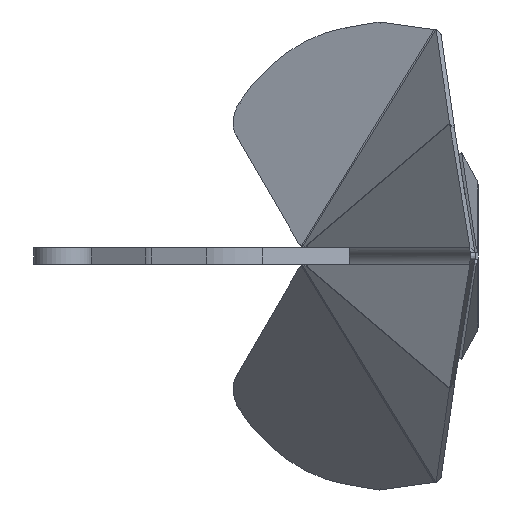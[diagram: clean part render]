
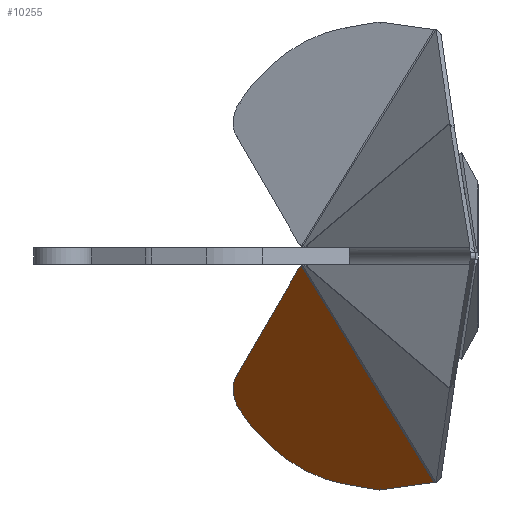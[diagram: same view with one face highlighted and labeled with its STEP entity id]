
A CAD part, left-side view. The second image highlights one B-rep face of the part: STEP entity #10255.
In plain terms, the highlighted face is planar.
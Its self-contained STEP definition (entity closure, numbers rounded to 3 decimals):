
#9213=DIRECTION('',(-0.831,-0.34,0.441));
#9214=VECTOR('',#9213,62.404);
#9215=CARTESIAN_POINT('',(520.727,-203.068,
-99.124));
#9216=LINE('',#9215,#9214);
#9217=DIRECTION('',(-0.749,-0.582,0.315));
#9218=VECTOR('',#9217,35.355);
#9219=CARTESIAN_POINT('',(547.224,-182.476,
-110.251));
#9220=LINE('',#9219,#9218);
#9221=CARTESIAN_POINT('',(500.599,-91.301,
-52.547));
#9222=DIRECTION('',(-0.53,0.243,-0.812));
#9223=DIRECTION('',(0.847,0.115,-0.519));
#9224=AXIS2_PLACEMENT_3D('',#9221,#9222,#9223);
#9226=CARTESIAN_POINT('',(573.082,-81.504,
-96.909));
#9227=DIRECTION('',(-0.53,0.243,-0.812));
#9228=DIRECTION('',(0.401,0.916,0.012));
#9229=AXIS2_PLACEMENT_3D('',#9226,#9227,#9228);
#9231=DIRECTION('',(0.747,-0.32,-0.583));
#9232=VECTOR('',#9231,149.044);
#9233=CARTESIAN_POINT('',(474.595,-4.563,
-9.626));
#9234=LINE('',#9233,#9232);
#9235=DIRECTION('',(0.848,0.138,-0.512));
#9236=VECTOR('',#9235,3.366);
#9237=CARTESIAN_POINT('',(471.741,-5.027,
-7.902));
#9238=LINE('',#9237,#9236);
#9239=DIRECTION('',(-0.013,-0.96,-0.279));
#9240=VECTOR('',#9239,228.336);
#9241=CARTESIAN_POINT('',(471.741,-5.027,
-7.902));
#9242=LINE('',#9241,#9240);
#9479=CARTESIAN_POINT('',(474.595,-4.563,
-9.626));
#9480=CARTESIAN_POINT('',(585.925,-52.196,
-96.52));
#9481=VERTEX_POINT('',#9479);
#9482=VERTEX_POINT('',#9480);
#9483=CARTESIAN_POINT('',(600.196,-77.839,
-113.504));
#9484=VERTEX_POINT('',#9483);
#9485=CARTESIAN_POINT('',(547.224,-182.476,
-110.251));
#9486=VERTEX_POINT('',#9485);
#9487=CARTESIAN_POINT('',(520.727,-203.068,
-99.124));
#9488=VERTEX_POINT('',#9487);
#9505=CARTESIAN_POINT('',(471.741,-5.027,
-7.902));
#9506=CARTESIAN_POINT('',(468.871,-224.269,
-71.632));
#9507=VERTEX_POINT('',#9505);
#9508=VERTEX_POINT('',#9506);
#10235=CARTESIAN_POINT('',(70.756,-63.458,
236.25));
#10236=DIRECTION('',(-0.53,0.243,-0.812));
#10237=DIRECTION('',(0.848,0.138,-0.512));
#10238=AXIS2_PLACEMENT_3D('',#10235,#10236,#10237);
#10239=PLANE('',#10238);
#10241=ORIENTED_EDGE('',*,*,#10240,.T.);
#10243=ORIENTED_EDGE('',*,*,#10242,.F.);
#10245=ORIENTED_EDGE('',*,*,#10244,.F.);
#10247=ORIENTED_EDGE('',*,*,#10246,.F.);
#10249=ORIENTED_EDGE('',*,*,#10248,.F.);
#10251=ORIENTED_EDGE('',*,*,#10250,.F.);
#10252=ORIENTED_EDGE('',*,*,#10226,.F.);
#10253=EDGE_LOOP('',(#10241,#10243,#10245,#10247,#10249,#10251,#10252));
#10254=FACE_OUTER_BOUND('',#10253,.F.);
#9225=CIRCLE('',#9224,117.544);
#9230=CIRCLE('',#9229,32.);
#10226=EDGE_CURVE('',#9507,#9481,#9238,.T.);
#10240=EDGE_CURVE('',#9507,#9508,#9242,.T.);
#10242=EDGE_CURVE('',#9488,#9508,#9216,.T.);
#10244=EDGE_CURVE('',#9486,#9488,#9220,.T.);
#10246=EDGE_CURVE('',#9484,#9486,#9225,.T.);
#10248=EDGE_CURVE('',#9482,#9484,#9230,.T.);
#10250=EDGE_CURVE('',#9481,#9482,#9234,.T.);
#10255=ADVANCED_FACE('',(#10254),#10239,.T.);
